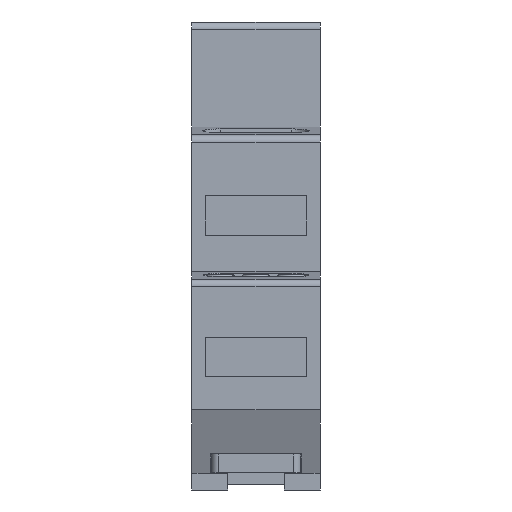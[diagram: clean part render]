
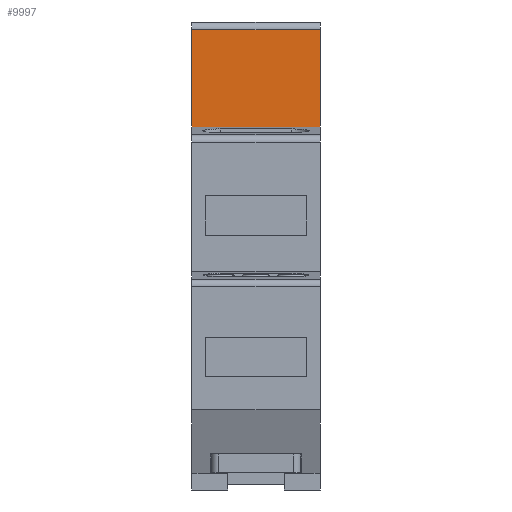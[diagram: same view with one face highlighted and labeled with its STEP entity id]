
A CAD part, front view. The second image highlights one B-rep face of the part: STEP entity #9997.
In plain terms, the highlighted planar face has unit normal (0, -1, 0).
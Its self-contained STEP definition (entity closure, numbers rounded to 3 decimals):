
#134 = EDGE_CURVE ( 'NONE', #2323, #8014, #823, .T. ) ;
#763 = VERTEX_POINT ( 'NONE', #7424 ) ;
#823 = LINE ( 'NONE', #9986, #10649 ) ;
#1041 = EDGE_CURVE ( 'NONE', #8014, #11299, #1987, .T. ) ;
#1129 = DIRECTION ( 'NONE',  ( 0., 0., -1. ) ) ;
#1745 = DIRECTION ( 'NONE',  ( 0., 1., 0. ) ) ;
#1861 = LINE ( 'NONE', #5412, #3645 ) ;
#1987 = LINE ( 'NONE', #11752, #7358 ) ;
#2282 = CARTESIAN_POINT ( 'NONE',  ( 0., 19.15, 50.3 ) ) ;
#2323 = VERTEX_POINT ( 'NONE', #6522 ) ;
#2450 = ORIENTED_EDGE ( 'NONE', *, *, #10445, .F. ) ;
#3645 = VECTOR ( 'NONE', #6470, 1000. ) ;
#3772 = CARTESIAN_POINT ( 'NONE',  ( 17.8, 19.15, 50.3 ) ) ;
#4024 = AXIS2_PLACEMENT_3D ( 'NONE', #3772, #1745, #11370 ) ;
#5412 = CARTESIAN_POINT ( 'NONE',  ( 17.8, 19.15, 50.3 ) ) ;
#6470 = DIRECTION ( 'NONE',  ( -1., 0., 0. ) ) ;
#6522 = CARTESIAN_POINT ( 'NONE',  ( 17.8, 19.15, 63.8 ) ) ;
#7358 = VECTOR ( 'NONE', #1129, 1000. ) ;
#7424 = CARTESIAN_POINT ( 'NONE',  ( 17.8, 19.15, 50.3 ) ) ;
#7616 = PLANE ( 'NONE',  #4024 ) ;
#7849 = CARTESIAN_POINT ( 'NONE',  ( 0., 19.15, 63.8 ) ) ;
#8014 = VERTEX_POINT ( 'NONE', #7849 ) ;
#8202 = DIRECTION ( 'NONE',  ( -1., 0., 0. ) ) ;
#8721 = EDGE_CURVE ( 'NONE', #2323, #763, #9490, .T. ) ;
#8737 = ORIENTED_EDGE ( 'NONE', *, *, #8721, .F. ) ;
#9490 = LINE ( 'NONE', #10975, #10096 ) ;
#9986 = CARTESIAN_POINT ( 'NONE',  ( 17.8, 19.15, 63.8 ) ) ;
#9997 = ADVANCED_FACE ( 'NONE', ( #10657 ), #7616, .F. ) ;
#10096 = VECTOR ( 'NONE', #11017, 1000. ) ;
#10445 = EDGE_CURVE ( 'NONE', #763, #11299, #1861, .T. ) ;
#10649 = VECTOR ( 'NONE', #8202, 1000. ) ;
#10657 = FACE_OUTER_BOUND ( 'NONE', #10670, .T. ) ;
#10670 = EDGE_LOOP ( 'NONE', ( #11392, #2450, #8737, #11015 ) ) ;
#10975 = CARTESIAN_POINT ( 'NONE',  ( 17.8, 19.15, 50.3 ) ) ;
#11015 = ORIENTED_EDGE ( 'NONE', *, *, #134, .T. ) ;
#11017 = DIRECTION ( 'NONE',  ( 0., 0., -1. ) ) ;
#11299 = VERTEX_POINT ( 'NONE', #2282 ) ;
#11370 = DIRECTION ( 'NONE',  ( 0., 0., 1. ) ) ;
#11392 = ORIENTED_EDGE ( 'NONE', *, *, #1041, .T. ) ;
#11752 = CARTESIAN_POINT ( 'NONE',  ( 0., 19.15, 50.3 ) ) ;
